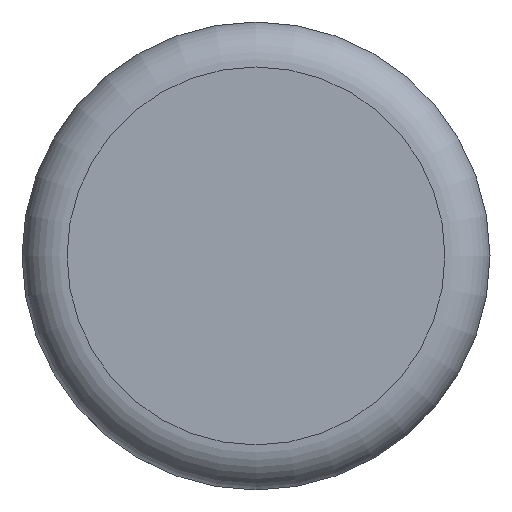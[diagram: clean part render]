
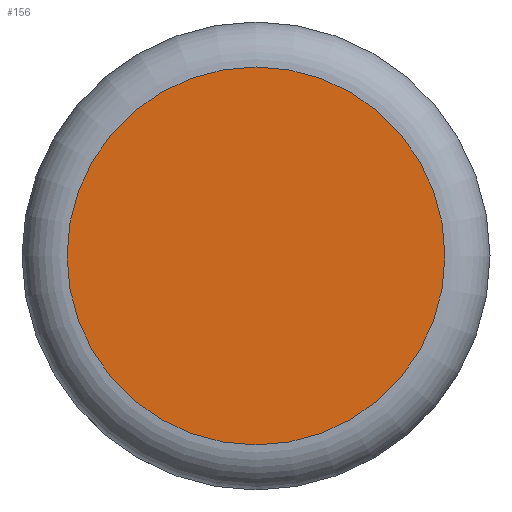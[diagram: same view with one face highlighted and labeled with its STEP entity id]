
A CAD part, top view. The second image highlights one B-rep face of the part: STEP entity #156.
In plain terms, the highlighted planar face has unit normal (0, 0, 1).
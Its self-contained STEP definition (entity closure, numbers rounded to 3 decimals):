
#156 = ADVANCED_FACE( '', ( #422 ), #423, .T. );
#422 = FACE_OUTER_BOUND( '', #845, .T. );
#423 = PLANE( '', #846 );
#845 = EDGE_LOOP( '', ( #1806 ) );
#846 = AXIS2_PLACEMENT_3D( '', #1807, #1808, #1809 );
#1806 = ORIENTED_EDGE( '', *, *, #2708, .F. );
#1807 = CARTESIAN_POINT( '', ( 0., 8.396, 50.603 ) );
#1808 = DIRECTION( '', ( 0., 0., 1. ) );
#1809 = DIRECTION( '', ( 1., 0., 0. ) );
#2708 = EDGE_CURVE( '', #3076, #3076, #3077, .T. );
#3076 = VERTEX_POINT( '', #3595 );
#3077 = CIRCLE( '', #3596, 8.396 );
#3595 = CARTESIAN_POINT( '', ( -8.396, 0., 50.603 ) );
#3596 = AXIS2_PLACEMENT_3D( '', #4684, #4685, #4686 );
#4684 = CARTESIAN_POINT( '', ( 0., 0., 50.603 ) );
#4685 = DIRECTION( '', ( 0., 0., -1. ) );
#4686 = DIRECTION( '', ( -1., 0., 0. ) );
